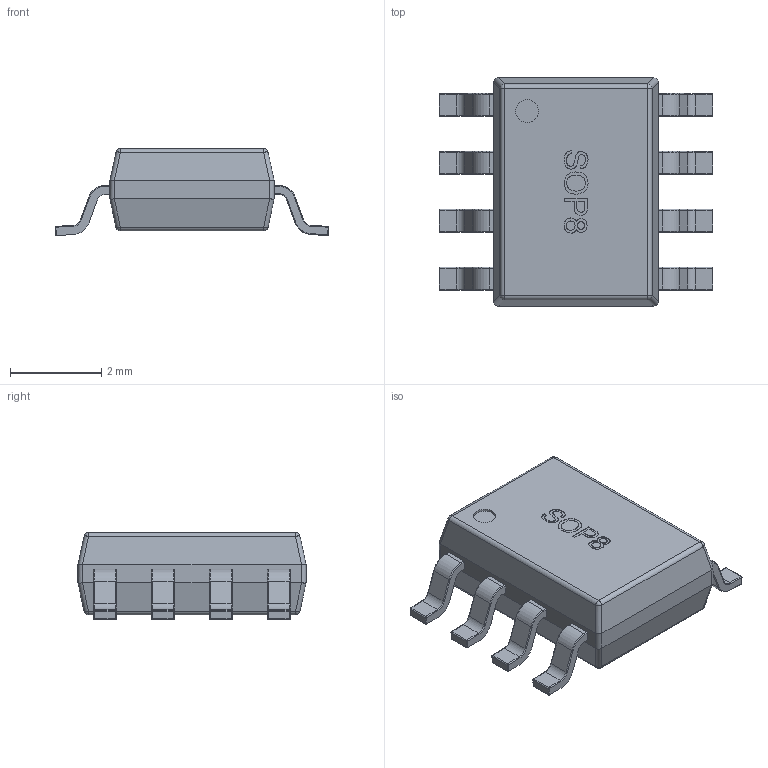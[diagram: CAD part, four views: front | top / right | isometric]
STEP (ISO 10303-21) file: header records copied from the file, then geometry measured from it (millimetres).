
FILE_DESCRIPTION (( 'STEP AP214' ), '1' );
FILE_NAME ('11.STEP', '2017-05-27T14:50:08', ( 'Charjie' ), ( 'Microsoft' ), 'SwSTEP 2.0', 'SolidWorks 2014', '' );
FILE_SCHEMA (( 'AUTOMOTIVE_DESIGN' ));
Length unit declared in the file: millimetre
Products named in the file (5): 11; SOP8_呿极; 綠僅1.8_腔竘褐_4; SOP8; Designator128
Assembly tree (11 placements, depth 4):
  11
    Designator128
      SOP8
        SOP8_呿极
        綠僅1.8_腔竘褐_4  x8
Bounding box: 6.01 x 5 x 1.9 mm (x, y, z)
Volume: 31.9 mm3; surface area: 81.1 mm2
Topology: 9 solids, 9 shells, 395 faces, 920 edges, 544 vertices
Faces by surface type: cylinder 158, plane 115, torus 48, bspline 42, sphere 32
Entity records: 8351 total; most frequent: CARTESIAN_POINT 3602, ORIENTED_EDGE 688, DIRECTION 514, EDGE_CURVE 344, VERTEX_POINT 214, AXIS2_PLACEMENT_3D 173, LINE 168, VECTOR 168
